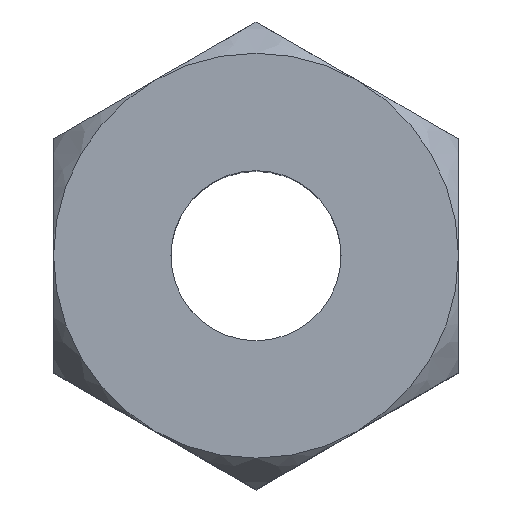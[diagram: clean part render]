
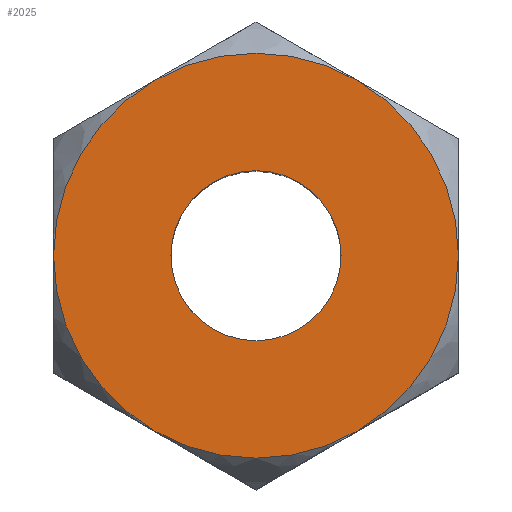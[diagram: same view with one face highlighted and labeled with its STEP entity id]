
A CAD part, top view. The second image highlights one B-rep face of the part: STEP entity #2025.
In plain terms, the highlighted planar face has unit normal (0, 0, 1).
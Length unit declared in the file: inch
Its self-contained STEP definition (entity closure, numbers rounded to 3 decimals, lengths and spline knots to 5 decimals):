
#32 = CARTESIAN_POINT ( 'NONE',  ( -3.33118, 0.47154, 1.48691 ) ) ;
#47 = CARTESIAN_POINT ( 'NONE',  ( -2.95618, 0.68805, 1.48691 ) ) ;
#135 = CARTESIAN_POINT ( 'NONE',  ( -3.08118, 0.90456, 1.48691 ) ) ;
#207 = CARTESIAN_POINT ( 'NONE',  ( -3.33118, 0.90456, 1.48691 ) ) ;
#2023 = EDGE_CURVE ( 'NONE', #2189, #2032, #2698, .T. ) ;
#2024 = ORIENTED_EDGE ( 'NONE', *, *, #2023, .F. ) ;
#2025 = ADVANCED_FACE ( 'NONE', ( #2699, #2731 ), #2712, .T. ) ;
#2026 = EDGE_LOOP ( 'NONE', ( #2024, #2058, #2034, #2047, #2046, #2038 ) ) ;
#2032 = VERTEX_POINT ( 'NONE', #2766 ) ;
#2034 = ORIENTED_EDGE ( 'NONE', *, *, #2049, .F. ) ;
#2036 = EDGE_CURVE ( 'NONE', #2106, #2103, #2752, .T. ) ;
#2037 = ORIENTED_EDGE ( 'NONE', *, *, #2036, .F. ) ;
#2038 = ORIENTED_EDGE ( 'NONE', *, *, #2045, .F. ) ;
#2044 = EDGE_LOOP ( 'NONE', ( #2037, #2053 ) ) ;
#2045 = EDGE_CURVE ( 'NONE', #2032, #2166, #2805, .T. ) ;
#2046 = ORIENTED_EDGE ( 'NONE', *, *, #2050, .F. ) ;
#2047 = ORIENTED_EDGE ( 'NONE', *, *, #2048, .F. ) ;
#2048 = EDGE_CURVE ( 'NONE', #2151, #2220, #2801, .T. ) ;
#2049 = EDGE_CURVE ( 'NONE', #2220, #2206, #2796, .T. ) ;
#2050 = EDGE_CURVE ( 'NONE', #2166, #2151, #2791, .T. ) ;
#2053 = ORIENTED_EDGE ( 'NONE', *, *, #2105, .F. ) ;
#2054 = EDGE_CURVE ( 'NONE', #2206, #2189, #2785, .T. ) ;
#2058 = ORIENTED_EDGE ( 'NONE', *, *, #2054, .F. ) ;
#2103 = VERTEX_POINT ( 'NONE', #2981 ) ;
#2105 = EDGE_CURVE ( 'NONE', #2103, #2106, #2979, .T. ) ;
#2106 = VERTEX_POINT ( 'NONE', #2980 ) ;
#2151 = VERTEX_POINT ( 'NONE', #3235 ) ;
#2166 = VERTEX_POINT ( 'NONE', #32 ) ;
#2189 = VERTEX_POINT ( 'NONE', #47 ) ;
#2206 = VERTEX_POINT ( 'NONE', #135 ) ;
#2220 = VERTEX_POINT ( 'NONE', #207 ) ;
#2697 = AXIS2_PLACEMENT_3D ( 'NONE', #2700, #2733, #2732 ) ;
#2698 = CIRCLE ( 'NONE', #2697, 0.25 ) ;
#2699 = FACE_OUTER_BOUND ( 'NONE', #2026, .T. ) ;
#2700 = CARTESIAN_POINT ( 'NONE',  ( -3.20618, 0.68805, 1.48691 ) ) ;
#2711 = AXIS2_PLACEMENT_3D ( 'NONE', #2770, #2769, #2768 ) ;
#2712 = PLANE ( 'NONE',  #2711 ) ;
#2731 = FACE_BOUND ( 'NONE', #2044, .T. ) ;
#2732 = DIRECTION ( 'NONE',  ( -1., 0., 0. ) ) ;
#2733 = DIRECTION ( 'NONE',  ( 0., 0., -1. ) ) ;
#2750 = DIRECTION ( 'NONE',  ( 0., 0., 1. ) ) ;
#2751 = AXIS2_PLACEMENT_3D ( 'NONE', #2755, #2750, #2806 ) ;
#2752 = CIRCLE ( 'NONE', #2751, 0.105 ) ;
#2753 = CARTESIAN_POINT ( 'NONE',  ( -3.20618, 0.68805, 1.48691 ) ) ;
#2755 = CARTESIAN_POINT ( 'NONE',  ( -3.20618, 0.68805, 1.48691 ) ) ;
#2766 = CARTESIAN_POINT ( 'NONE',  ( -3.08118, 0.47154, 1.48691 ) ) ;
#2768 = DIRECTION ( 'NONE',  ( 1., 0., 0. ) ) ;
#2769 = DIRECTION ( 'NONE',  ( 0., 0., 1. ) ) ;
#2770 = CARTESIAN_POINT ( 'NONE',  ( -3.20618, 0.39938, 1.48691 ) ) ;
#2781 = DIRECTION ( 'NONE',  ( -1., 0., 0. ) ) ;
#2782 = DIRECTION ( 'NONE',  ( 0., 0., -1. ) ) ;
#2783 = CARTESIAN_POINT ( 'NONE',  ( -3.20618, 0.68805, 1.48691 ) ) ;
#2784 = AXIS2_PLACEMENT_3D ( 'NONE', #2783, #2782, #2781 ) ;
#2785 = CIRCLE ( 'NONE', #2784, 0.25 ) ;
#2787 = DIRECTION ( 'NONE',  ( -1., 0., 0. ) ) ;
#2788 = DIRECTION ( 'NONE',  ( 0., 0., -1. ) ) ;
#2789 = CARTESIAN_POINT ( 'NONE',  ( -3.20618, 0.68805, 1.48691 ) ) ;
#2790 = AXIS2_PLACEMENT_3D ( 'NONE', #2789, #2788, #2787 ) ;
#2791 = CIRCLE ( 'NONE', #2790, 0.25 ) ;
#2792 = DIRECTION ( 'NONE',  ( -1., 0., 0. ) ) ;
#2793 = DIRECTION ( 'NONE',  ( 0., 0., -1. ) ) ;
#2794 = CARTESIAN_POINT ( 'NONE',  ( -3.20618, 0.68805, 1.48691 ) ) ;
#2795 = AXIS2_PLACEMENT_3D ( 'NONE', #2794, #2793, #2792 ) ;
#2796 = CIRCLE ( 'NONE', #2795, 0.25 ) ;
#2797 = DIRECTION ( 'NONE',  ( -1., 0., 0. ) ) ;
#2798 = DIRECTION ( 'NONE',  ( 0., 0., -1. ) ) ;
#2799 = CARTESIAN_POINT ( 'NONE',  ( -3.20618, 0.68805, 1.48691 ) ) ;
#2800 = AXIS2_PLACEMENT_3D ( 'NONE', #2799, #2798, #2797 ) ;
#2801 = CIRCLE ( 'NONE', #2800, 0.25 ) ;
#2802 = DIRECTION ( 'NONE',  ( -1., 0., 0. ) ) ;
#2803 = DIRECTION ( 'NONE',  ( 0., 0., -1. ) ) ;
#2804 = AXIS2_PLACEMENT_3D ( 'NONE', #2753, #2803, #2802 ) ;
#2805 = CIRCLE ( 'NONE', #2804, 0.25 ) ;
#2806 = DIRECTION ( 'NONE',  ( 1., 0., 0. ) ) ;
#2975 = DIRECTION ( 'NONE',  ( 1., 0., 0. ) ) ;
#2976 = DIRECTION ( 'NONE',  ( 0., 0., 1. ) ) ;
#2977 = CARTESIAN_POINT ( 'NONE',  ( -3.20618, 0.68805, 1.48691 ) ) ;
#2978 = AXIS2_PLACEMENT_3D ( 'NONE', #2977, #2976, #2975 ) ;
#2979 = CIRCLE ( 'NONE', #2978, 0.105 ) ;
#2980 = CARTESIAN_POINT ( 'NONE',  ( -3.10118, 0.68805, 1.48691 ) ) ;
#2981 = CARTESIAN_POINT ( 'NONE',  ( -3.31118, 0.68805, 1.48691 ) ) ;
#3235 = CARTESIAN_POINT ( 'NONE',  ( -3.45618, 0.68805, 1.48691 ) ) ;
